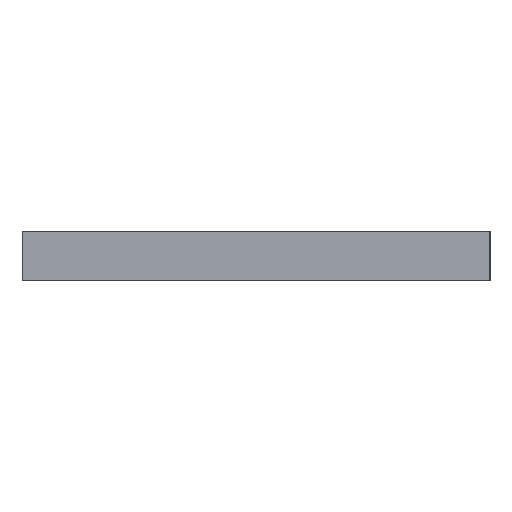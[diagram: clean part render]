
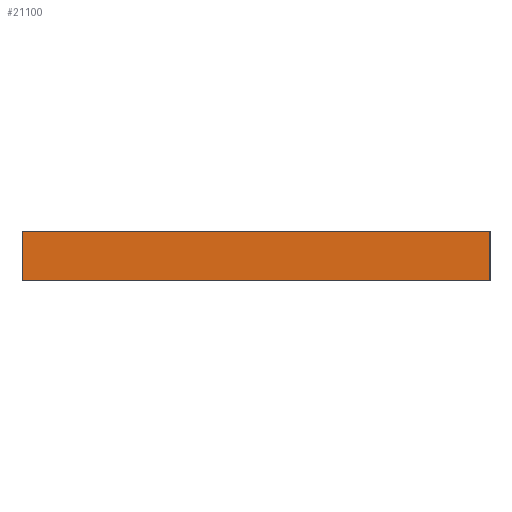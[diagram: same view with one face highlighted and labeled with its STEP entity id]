
A CAD part, left-side view. The second image highlights one B-rep face of the part: STEP entity #21100.
In plain terms, the highlighted planar face has unit normal (-1, 0, 0).
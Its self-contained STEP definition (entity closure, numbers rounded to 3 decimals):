
#83 = PLANE('',#84);
#84 = AXIS2_PLACEMENT_3D('',#85,#86,#87);
#85 = CARTESIAN_POINT('',(-0.315,-0.111,1.6));
#86 = DIRECTION('',(0.,0.,-1.));
#87 = DIRECTION('',(-1.,0.,0.));
#137 = PLANE('',#138);
#138 = AXIS2_PLACEMENT_3D('',#139,#140,#141);
#139 = CARTESIAN_POINT('',(-0.315,-0.111,0.));
#140 = DIRECTION('',(0.,0.,-1.));
#141 = DIRECTION('',(-1.,0.,0.));
#1192 = VERTEX_POINT('',#1193);
#1193 = CARTESIAN_POINT('',(-28.5,-7.5,0.));
#1207 = PLANE('',#1208);
#1208 = AXIS2_PLACEMENT_3D('',#1209,#1210,#1211);
#1209 = CARTESIAN_POINT('',(-23.5,-7.5,0.));
#1210 = DIRECTION('',(0.,-1.,0.));
#1211 = DIRECTION('',(-1.,0.,0.));
#1219 = EDGE_CURVE('',#1192,#1220,#1222,.T.);
#1220 = VERTEX_POINT('',#1221);
#1221 = CARTESIAN_POINT('',(-28.5,7.5,0.));
#1222 = SURFACE_CURVE('',#1223,(#1227,#1234),.PCURVE_S1.);
#1223 = LINE('',#1224,#1225);
#1224 = CARTESIAN_POINT('',(-28.5,-7.5,0.));
#1225 = VECTOR('',#1226,1.);
#1226 = DIRECTION('',(0.,1.,0.));
#1227 = PCURVE('',#137,#1228);
#1228 = DEFINITIONAL_REPRESENTATION('',(#1229),#1233);
#1229 = LINE('',#1230,#1231);
#1230 = CARTESIAN_POINT('',(28.185,-7.389));
#1231 = VECTOR('',#1232,1.);
#1232 = DIRECTION('',(0.,1.));
#1233 = ( GEOMETRIC_REPRESENTATION_CONTEXT(2) 
PARAMETRIC_REPRESENTATION_CONTEXT() REPRESENTATION_CONTEXT('2D SPACE',''
  ) );
#1234 = PCURVE('',#1235,#1240);
#1235 = PLANE('',#1236);
#1236 = AXIS2_PLACEMENT_3D('',#1237,#1238,#1239);
#1237 = CARTESIAN_POINT('',(-28.5,-7.5,0.));
#1238 = DIRECTION('',(-1.,0.,0.));
#1239 = DIRECTION('',(0.,1.,0.));
#1240 = DEFINITIONAL_REPRESENTATION('',(#1241),#1245);
#1241 = LINE('',#1242,#1243);
#1242 = CARTESIAN_POINT('',(0.,0.));
#1243 = VECTOR('',#1244,1.);
#1244 = DIRECTION('',(1.,0.));
#1245 = ( GEOMETRIC_REPRESENTATION_CONTEXT(2) 
PARAMETRIC_REPRESENTATION_CONTEXT() REPRESENTATION_CONTEXT('2D SPACE',''
  ) );
#1263 = PLANE('',#1264);
#1264 = AXIS2_PLACEMENT_3D('',#1265,#1266,#1267);
#1265 = CARTESIAN_POINT('',(-28.5,7.5,0.));
#1266 = DIRECTION('',(0.,1.,0.));
#1267 = DIRECTION('',(1.,0.,0.));
#12112 = VERTEX_POINT('',#12113);
#12113 = CARTESIAN_POINT('',(-28.5,-7.5,1.6));
#12134 = EDGE_CURVE('',#12112,#12135,#12137,.T.);
#12135 = VERTEX_POINT('',#12136);
#12136 = CARTESIAN_POINT('',(-28.5,7.5,1.6));
#12137 = SURFACE_CURVE('',#12138,(#12142,#12149),.PCURVE_S1.);
#12138 = LINE('',#12139,#12140);
#12139 = CARTESIAN_POINT('',(-28.5,-7.5,1.6));
#12140 = VECTOR('',#12141,1.);
#12141 = DIRECTION('',(0.,1.,0.));
#12142 = PCURVE('',#83,#12143);
#12143 = DEFINITIONAL_REPRESENTATION('',(#12144),#12148);
#12144 = LINE('',#12145,#12146);
#12145 = CARTESIAN_POINT('',(28.185,-7.389));
#12146 = VECTOR('',#12147,1.);
#12147 = DIRECTION('',(0.,1.));
#12148 = ( GEOMETRIC_REPRESENTATION_CONTEXT(2) 
PARAMETRIC_REPRESENTATION_CONTEXT() REPRESENTATION_CONTEXT('2D SPACE',''
  ) );
#12149 = PCURVE('',#1235,#12150);
#12150 = DEFINITIONAL_REPRESENTATION('',(#12151),#12155);
#12151 = LINE('',#12152,#12153);
#12152 = CARTESIAN_POINT('',(0.,-1.6));
#12153 = VECTOR('',#12154,1.);
#12154 = DIRECTION('',(1.,0.));
#12155 = ( GEOMETRIC_REPRESENTATION_CONTEXT(2) 
PARAMETRIC_REPRESENTATION_CONTEXT() REPRESENTATION_CONTEXT('2D SPACE',''
  ) );
#21050 = EDGE_CURVE('',#1220,#12135,#21051,.T.);
#21051 = SURFACE_CURVE('',#21052,(#21056,#21063),.PCURVE_S1.);
#21052 = LINE('',#21053,#21054);
#21053 = CARTESIAN_POINT('',(-28.5,7.5,0.));
#21054 = VECTOR('',#21055,1.);
#21055 = DIRECTION('',(0.,0.,1.));
#21056 = PCURVE('',#1263,#21057);
#21057 = DEFINITIONAL_REPRESENTATION('',(#21058),#21062);
#21058 = LINE('',#21059,#21060);
#21059 = CARTESIAN_POINT('',(0.,0.));
#21060 = VECTOR('',#21061,1.);
#21061 = DIRECTION('',(0.,-1.));
#21062 = ( GEOMETRIC_REPRESENTATION_CONTEXT(2) 
PARAMETRIC_REPRESENTATION_CONTEXT() REPRESENTATION_CONTEXT('2D SPACE',''
  ) );
#21063 = PCURVE('',#1235,#21064);
#21064 = DEFINITIONAL_REPRESENTATION('',(#21065),#21069);
#21065 = LINE('',#21066,#21067);
#21066 = CARTESIAN_POINT('',(15.,0.));
#21067 = VECTOR('',#21068,1.);
#21068 = DIRECTION('',(0.,-1.));
#21069 = ( GEOMETRIC_REPRESENTATION_CONTEXT(2) 
PARAMETRIC_REPRESENTATION_CONTEXT() REPRESENTATION_CONTEXT('2D SPACE',''
  ) );
#21100 = ADVANCED_FACE('',(#21101),#1235,.T.);
#21101 = FACE_BOUND('',#21102,.T.);
#21102 = EDGE_LOOP('',(#21103,#21124,#21125,#21126));
#21103 = ORIENTED_EDGE('',*,*,#21104,.T.);
#21104 = EDGE_CURVE('',#1192,#12112,#21105,.T.);
#21105 = SURFACE_CURVE('',#21106,(#21110,#21117),.PCURVE_S1.);
#21106 = LINE('',#21107,#21108);
#21107 = CARTESIAN_POINT('',(-28.5,-7.5,0.));
#21108 = VECTOR('',#21109,1.);
#21109 = DIRECTION('',(0.,0.,1.));
#21110 = PCURVE('',#1235,#21111);
#21111 = DEFINITIONAL_REPRESENTATION('',(#21112),#21116);
#21112 = LINE('',#21113,#21114);
#21113 = CARTESIAN_POINT('',(0.,0.));
#21114 = VECTOR('',#21115,1.);
#21115 = DIRECTION('',(0.,-1.));
#21116 = ( GEOMETRIC_REPRESENTATION_CONTEXT(2) 
PARAMETRIC_REPRESENTATION_CONTEXT() REPRESENTATION_CONTEXT('2D SPACE',''
  ) );
#21117 = PCURVE('',#1207,#21118);
#21118 = DEFINITIONAL_REPRESENTATION('',(#21119),#21123);
#21119 = LINE('',#21120,#21121);
#21120 = CARTESIAN_POINT('',(5.,0.));
#21121 = VECTOR('',#21122,1.);
#21122 = DIRECTION('',(0.,-1.));
#21123 = ( GEOMETRIC_REPRESENTATION_CONTEXT(2) 
PARAMETRIC_REPRESENTATION_CONTEXT() REPRESENTATION_CONTEXT('2D SPACE',''
  ) );
#21124 = ORIENTED_EDGE('',*,*,#12134,.T.);
#21125 = ORIENTED_EDGE('',*,*,#21050,.F.);
#21126 = ORIENTED_EDGE('',*,*,#1219,.F.);
